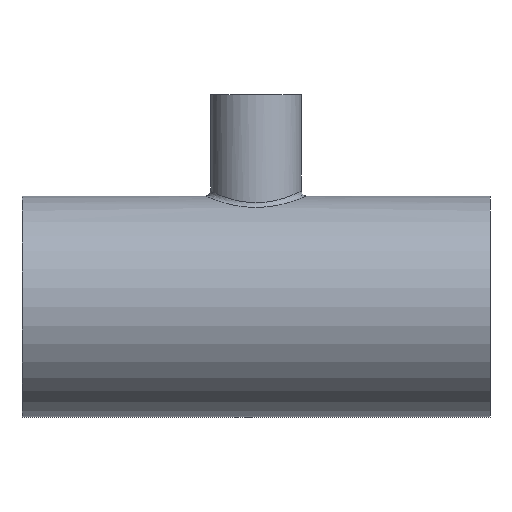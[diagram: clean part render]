
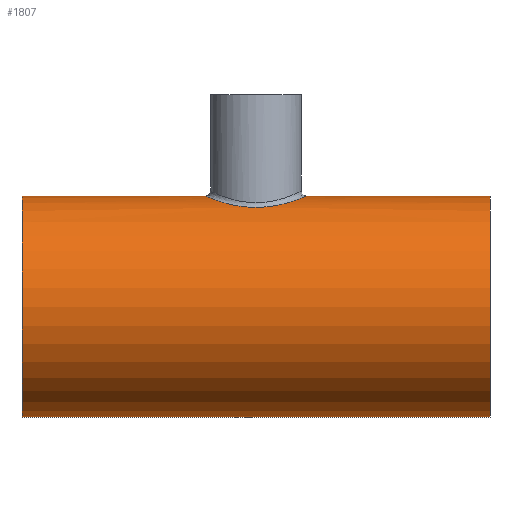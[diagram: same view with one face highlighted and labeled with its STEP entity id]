
A CAD part, front view. The second image highlights one B-rep face of the part: STEP entity #1807.
In plain terms, the highlighted cylindrical face has radius 42.5 mm (diameter 85 mm), a full revolution.
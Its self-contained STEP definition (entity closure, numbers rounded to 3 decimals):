
#1610=CARTESIAN_POINT('',(0.,-18.624,38.202));
#1611=VERTEX_POINT('',#1610);
#1698=CARTESIAN_POINT('',(0.,-18.624,38.202));
#1699=CARTESIAN_POINT('',(0.,-18.624,38.202));
#1700=CARTESIAN_POINT('',(0.,-18.624,38.202));
#1701=CARTESIAN_POINT('',(0.,-18.624,38.202));
#1702=CARTESIAN_POINT('',(0.184,-18.624,38.202));
#1703=CARTESIAN_POINT('',(0.644,-18.617,38.205));
#1704=CARTESIAN_POINT('',(1.379,-18.583,38.222));
#1705=CARTESIAN_POINT('',(2.664,-18.469,38.277));
#1706=CARTESIAN_POINT('',(4.383,-18.188,38.413));
#1707=CARTESIAN_POINT('',(6.323,-17.65,38.664));
#1708=CARTESIAN_POINT('',(7.686,-17.128,38.897));
#1709=CARTESIAN_POINT('',(8.844,-16.61,39.121));
#1710=CARTESIAN_POINT('',(9.645,-16.198,39.294));
#1711=CARTESIAN_POINT('',(10.647,-15.612,39.53));
#1712=CARTESIAN_POINT('',(11.389,-15.129,39.718));
#1713=CARTESIAN_POINT('',(13.108,-13.874,40.184));
#1714=CARTESIAN_POINT('',(15.019,-12.046,40.79));
#1715=CARTESIAN_POINT('',(16.614,-9.821,41.363));
#1716=CARTESIAN_POINT('',(17.537,-8.184,41.711));
#1717=CARTESIAN_POINT('',(18.233,-6.689,41.982));
#1718=CARTESIAN_POINT('',(18.869,-4.853,42.239));
#1719=CARTESIAN_POINT('',(19.271,-3.025,42.404));
#1720=CARTESIAN_POINT('',(19.464,-1.389,42.485));
#1721=CARTESIAN_POINT('',(19.518,0.015,42.508));
#1722=CARTESIAN_POINT('',(19.466,1.307,42.486));
#1723=CARTESIAN_POINT('',(19.312,2.707,42.422));
#1724=CARTESIAN_POINT('',(18.961,4.547,42.276));
#1725=CARTESIAN_POINT('',(18.337,6.454,42.023));
#1726=CARTESIAN_POINT('',(17.675,7.887,41.765));
#1727=CARTESIAN_POINT('',(17.241,8.711,41.599));
#1728=CARTESIAN_POINT('',(16.774,9.52,41.424));
#1729=CARTESIAN_POINT('',(15.577,11.328,40.988));
#1730=CARTESIAN_POINT('',(14.182,12.866,40.519));
#1731=CARTESIAN_POINT('',(12.758,14.09,40.097));
#1732=CARTESIAN_POINT('',(12.024,14.676,39.888));
#1733=CARTESIAN_POINT('',(10.621,15.667,39.514));
#1734=CARTESIAN_POINT('',(8.518,16.829,39.033));
#1735=CARTESIAN_POINT('',(5.811,17.851,38.573));
#1736=CARTESIAN_POINT('',(3.412,18.379,38.321));
#1737=CARTESIAN_POINT('',(1.465,18.589,38.219));
#1738=CARTESIAN_POINT('',(-0.012,18.641,38.194));
#1739=CARTESIAN_POINT('',(-1.482,18.588,38.22));
#1740=CARTESIAN_POINT('',(-3.437,18.374,38.323));
#1741=CARTESIAN_POINT('',(-5.819,17.849,38.574));
#1742=CARTESIAN_POINT('',(-8.212,16.943,38.982));
#1743=CARTESIAN_POINT('',(-9.919,16.054,39.354));
#1744=CARTESIAN_POINT('',(-11.131,15.307,39.65));
#1745=CARTESIAN_POINT('',(-12.19,14.558,39.932));
#1746=CARTESIAN_POINT('',(-13.194,13.731,40.224));
#1747=CARTESIAN_POINT('',(-14.225,12.764,40.543));
#1748=CARTESIAN_POINT('',(-15.499,11.376,40.963));
#1749=CARTESIAN_POINT('',(-16.744,9.639,41.41));
#1750=CARTESIAN_POINT('',(-17.709,7.854,41.777));
#1751=CARTESIAN_POINT('',(-18.325,6.419,42.019));
#1752=CARTESIAN_POINT('',(-18.725,5.241,42.181));
#1753=CARTESIAN_POINT('',(-19.173,3.579,42.363));
#1754=CARTESIAN_POINT('',(-19.519,1.411,42.508));
#1755=CARTESIAN_POINT('',(-19.518,-1.412,42.508));
#1756=CARTESIAN_POINT('',(-19.148,-3.735,42.353));
#1757=CARTESIAN_POINT('',(-18.636,-5.542,42.144));
#1758=CARTESIAN_POINT('',(-18.232,-6.635,41.983));
#1759=CARTESIAN_POINT('',(-17.856,-7.494,41.836));
#1760=CARTESIAN_POINT('',(-17.039,-9.185,41.52));
#1761=CARTESIAN_POINT('',(-15.731,-11.156,41.036));
#1762=CARTESIAN_POINT('',(-13.814,-13.198,40.408));
#1763=CARTESIAN_POINT('',(-12.195,-14.582,39.928));
#1764=CARTESIAN_POINT('',(-10.423,-15.785,39.466));
#1765=CARTESIAN_POINT('',(-8.53,-16.79,39.047));
#1766=CARTESIAN_POINT('',(-6.504,-17.599,38.687));
#1767=CARTESIAN_POINT('',(-4.383,-18.188,38.413));
#1768=CARTESIAN_POINT('',(-2.212,-18.543,38.241));
#1769=CARTESIAN_POINT('',(-0.736,-18.624,38.202));
#1770=CARTESIAN_POINT('',(0.,-18.624,38.202));
#1771=B_SPLINE_CURVE_WITH_KNOTS('',3,(#1698,#1699,#1700,#1701,#1702,#1703,#1704,#1705,#1706,#1707,#1708,#1709,#1710,#1711,#1712,#1713,#1714,#1715,#1716,#1717,#1718,#1719,#1720,#1721,#1722,#1723,#1724,#1725,#1726,#1727,#1728,#1729,#1730,#1731,#1732,#1733,#1734,#1735,#1736,#1737,#1738,#1739,#1740,#1741,#1742,#1743,#1744,#1745,#1746,#1747,#1748,#1749,#1750,#1751,#1752,#1753,#1754,#1755,#1756,#1757,#1758,#1759,#1760,#1761,#1762,#1763,#1764,#1765,#1766,#1767,#1768,#1769,#1770),.UNSPECIFIED.,.T.,.U.,(4,3,1,1,1,1,1,1,1,1,1,1,1,1,1,1,1,1,1,1,1,1,1,1,1,1,1,1,1,1,1,1,1,1,1,1,1,1,1,1,1,1,1,1,1,1,1,1,1,1,1,1,1,1,1,1,1,1,1,1,1,1,1,1,1,1,1,1,4),(-10.687,-10.687,-10.639,-10.568,-10.496,-10.305,-10.114,-9.971,-9.923,-9.78,-9.733,-9.613,-9.542,-9.16,-8.906,-8.794,-8.651,-8.46,-8.27,-8.142,-8.015,-7.888,-7.792,-7.633,-7.379,-7.252,-7.204,-7.125,-6.997,-6.616,-6.568,-6.488,-6.361,-6.107,-5.852,-5.598,-5.471,-5.343,-5.216,-5.089,-4.834,-4.58,-4.421,-4.326,-4.198,-4.071,-3.976,-3.817,-3.562,-3.393,-3.265,-3.138,-3.053,-2.799,-2.544,-2.29,-2.163,-2.036,-1.972,-1.908,-1.527,-1.336,-1.145,-0.954,-0.763,-0.573,-0.382,-0.191,0.),.UNSPECIFIED.);
#1772=EDGE_CURVE('',#1611,#1611,#1771,.T.);
#1777=CARTESIAN_POINT('',(0.0,0.0,0.0));
#1778=DIRECTION('',(-1.0,0.0,0.0));
#1779=DIRECTION('',(0.0,-1.0,0.0));
#1780=AXIS2_PLACEMENT_3D('',#1777,#1778,#1779);
#1781=CYLINDRICAL_SURFACE('',#1780,42.5);
#1782=CARTESIAN_POINT('',(90.0,-42.5,0.0));
#1783=VERTEX_POINT('',#1782);
#1784=CARTESIAN_POINT('',(90.0,0.0,0.0));
#1785=DIRECTION('',(-1.0,0.0,0.0));
#1786=DIRECTION('',(0.0,-1.0,0.0));
#1787=AXIS2_PLACEMENT_3D('',#1784,#1785,#1786);
#1788=CIRCLE('',#1787,42.5);
#1789=EDGE_CURVE('',#1783,#1783,#1788,.T.);
#1790=ORIENTED_EDGE('',*,*,#1789,.T.);
#1791=EDGE_LOOP('',(#1790));
#1792=FACE_OUTER_BOUND('',#1791,.T.);
#1793=CARTESIAN_POINT('',(-90.0,-42.5,0.0));
#1794=VERTEX_POINT('',#1793);
#1795=CARTESIAN_POINT('',(-90.0,0.0,0.0));
#1796=DIRECTION('',(-1.0,0.0,0.0));
#1797=DIRECTION('',(0.0,-1.0,0.0));
#1798=AXIS2_PLACEMENT_3D('',#1795,#1796,#1797);
#1799=CIRCLE('',#1798,42.5);
#1800=EDGE_CURVE('',#1794,#1794,#1799,.T.);
#1801=ORIENTED_EDGE('',*,*,#1800,.F.);
#1802=EDGE_LOOP('',(#1801));
#1803=FACE_BOUND('',#1802,.T.);
#1804=ORIENTED_EDGE('',*,*,#1772,.F.);
#1805=EDGE_LOOP('',(#1804));
#1806=FACE_BOUND('',#1805,.T.);
#1807=ADVANCED_FACE('',(#1792,#1803,#1806),#1781,.T.);
